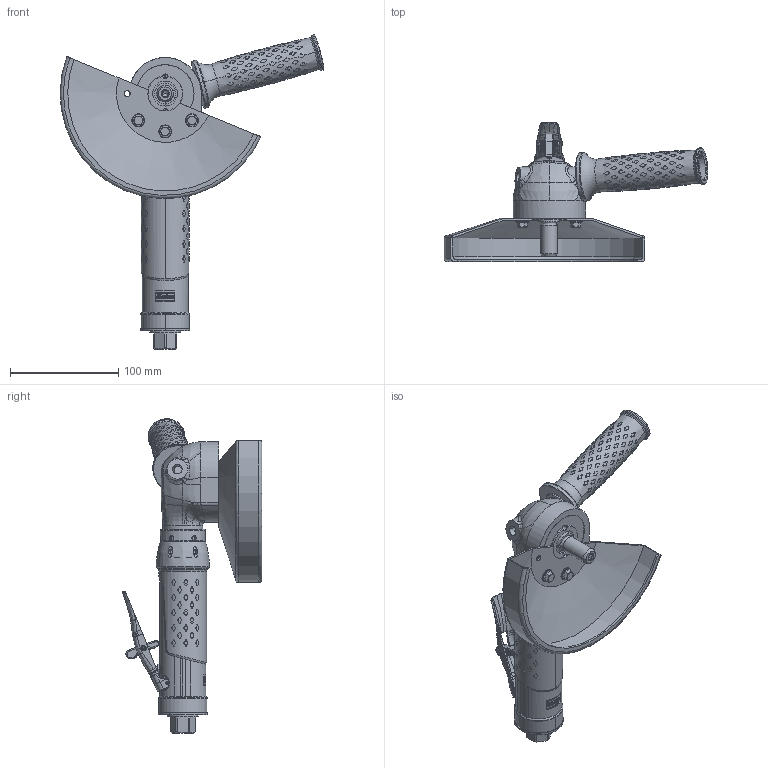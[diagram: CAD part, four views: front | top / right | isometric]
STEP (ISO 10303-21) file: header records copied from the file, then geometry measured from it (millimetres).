
FILE_DESCRIPTION((''),'2;1');
FILE_NAME('8423012739_ASM','2019-12-03T18:00:02',('INEextrab'),(''),'CREO PARAMETRIC BY PTC INC, 2018100','CREO PARAMETRIC BY PTC INC, 2018100','');
FILE_SCHEMA(('AP242_MANAGED_MODEL_BASED_3D_ENGINEERING_MIM_LF { 1 0 10303 442 1 1 4 }'));
Length unit declared in the file: inch
Products named in the file (7): EXT_COMP_SW0049_1_1; EXT_COMP_SW0049_1_2; EXT_COMP_SW0049_1_3; EXT_COMP_SW0049_1_4; EXT_COMP_SW0049_1_ASM; 4175070582_SW0001; 8423012739_ASM
Assembly tree (6 placements, depth 3):
  8423012739_ASM
    EXT_COMP_SW0049_1_ASM
      EXT_COMP_SW0049_1_1
      EXT_COMP_SW0049_1_2
      EXT_COMP_SW0049_1_3
      EXT_COMP_SW0049_1_4
    4175070582_SW0001
Bounding box: 243.52 x 129.07 x 290.42 mm (x, y, z)
Volume: 567716.7 mm3; surface area: 147439.6 mm2
Topology: 5 solids, 12 shells, 3648 faces, 9071 edges, 5636 vertices
Faces by surface type: bspline 1465, plane 1025, cylinder 605, cone 311, extrusion 118, torus 110, sphere 14
Entity records: 189225 total; most frequent: CARTESIAN_POINT 102725, ORIENTED_EDGE 18086, DIRECTION 9070, EDGE_CURVE 9043, VERTEX_POINT 5636, B_SPLINE_CURVE_WITH_KNOTS 5329, EDGE_LOOP 3913, FACE_OUTER_BOUND 3648
